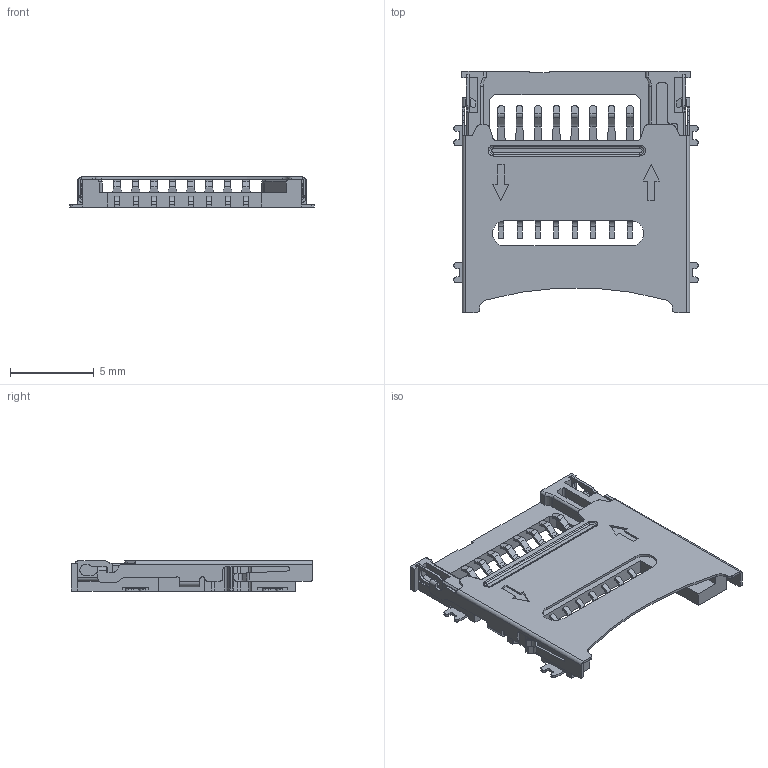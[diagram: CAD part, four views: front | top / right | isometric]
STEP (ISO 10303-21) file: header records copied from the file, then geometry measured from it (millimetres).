
FILE_DESCRIPTION(/* description */ (''),/* implementation_level */ '2;1');
FILE_NAME(/* name */ 'MicroSD.step',/* time_stamp */ '2022-04-27T18:15:45+02:00',/* author */ (''),/* organization */ (''),/* preprocessor_version */ 'ST-DEVELOPER v18.1',/* originating_system */ 'Autodesk Translation Framework v10.14.0.1471',/* authorisation */ '');
FILE_SCHEMA (('AUTOMOTIVE_DESIGN { 1 0 10303 214 3 1 1 }'));
Length unit declared in the file: millimetre
Products named in the file (2): GCT_MEM2067-02-180-00-A_REVB; 28167593.f3d 
Assembly tree (1 placements, depth 2):
  GCT_MEM2067-02-180-00-A_REVB
    28167593.f3d 
Bounding box: 14.6 x 14.45 x 1.8 mm (x, y, z)
Volume: 105.1 mm3; surface area: 725 mm2
Topology: 16 solids, 16 shells, 828 faces, 2204 edges, 1416 vertices
Faces by surface type: plane 559, cylinder 255, bspline 10, torus 4
Entity records: 25671 total; most frequent: CARTESIAN_POINT 4559, ORIENTED_EDGE 4408, DIRECTION 4368, EDGE_CURVE 2204, LINE 1678, VECTOR 1678, VERTEX_POINT 1416, AXIS2_PLACEMENT_3D 1345
